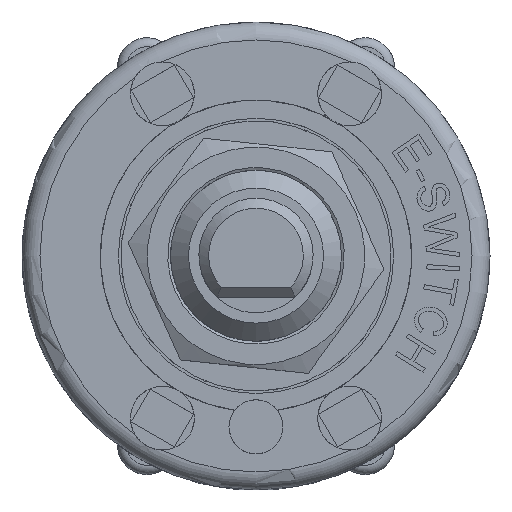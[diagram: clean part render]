
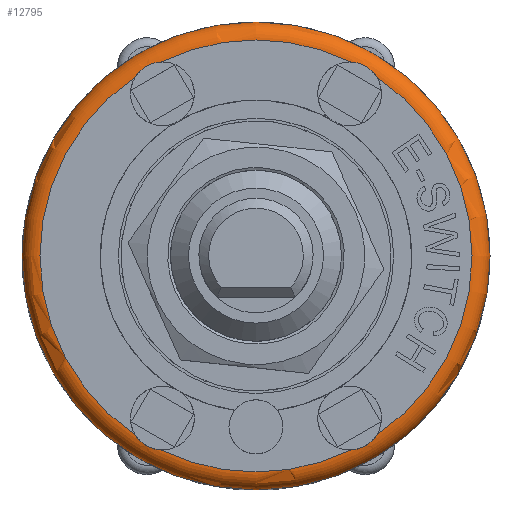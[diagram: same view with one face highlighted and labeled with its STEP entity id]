
A CAD part, top view. The second image highlights one B-rep face of the part: STEP entity #12795.
In plain terms, the highlighted toroidal (fillet/blend) face has major radius 12 mm and minor radius 1 mm.
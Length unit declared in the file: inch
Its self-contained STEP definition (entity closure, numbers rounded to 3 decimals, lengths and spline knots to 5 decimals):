
#26=TOROIDAL_SURFACE('',#13443,0.47244,0.03937);
#638=B_SPLINE_CURVE_WITH_KNOTS('',3,(#22146,#22147,#22148,#22149,#22150,
#22151,#22152,#22153,#22154,#22155,#22156,#22157),.UNSPECIFIED.,.F.,.F.,
(4,2,2,2,2,4),(-0.26924,-0.24463,-0.21597,
-0.19207,-0.16451,-0.13568),.UNSPECIFIED.);
#639=B_SPLINE_CURVE_WITH_KNOTS('',3,(#22169,#22170,#22171,#22172,#22173,
#22174,#22175,#22176,#22177,#22178,#22179,#22180),.UNSPECIFIED.,.F.,.F.,
(4,2,2,2,2,4),(-0.26924,-0.24463,-0.21597,
-0.19207,-0.16451,-0.13568),.UNSPECIFIED.);
#640=B_SPLINE_CURVE_WITH_KNOTS('',3,(#22197,#22198,#22199,#22200,#22201,
#22202,#22203,#22204,#22205,#22206,#22207,#22208),.UNSPECIFIED.,.F.,.F.,
(4,2,2,2,2,4),(-0.26924,-0.24463,-0.21597,
-0.19207,-0.16451,-0.13568),.UNSPECIFIED.);
#641=B_SPLINE_CURVE_WITH_KNOTS('',3,(#22230,#22231,#22232,#22233,#22234,
#22235,#22236,#22237,#22238,#22239,#22240,#22241),.UNSPECIFIED.,.F.,.F.,
(4,2,2,2,2,4),(-0.26924,-0.24463,-0.21597,
-0.19207,-0.16451,-0.13568),.UNSPECIFIED.);
#1763=FACE_OUTER_BOUND('',#2526,.T.);
#2526=EDGE_LOOP('',(#11790,#11791,#11792,#11793,#11794,#11795,#11796,#11797,
#11798,#11799,#11800,#11801));
#5340=CIRCLE('',#13396,0.51181);
#5367=CIRCLE('',#13444,0.03937);
#5368=CIRCLE('',#13445,0.47244);
#5369=CIRCLE('',#13446,0.47244);
#5370=CIRCLE('',#13447,0.47244);
#5371=CIRCLE('',#13448,0.47244);
#5372=CIRCLE('',#13449,0.47244);
#6541=VERTEX_POINT('',#22108);
#6549=VERTEX_POINT('',#22144);
#6550=VERTEX_POINT('',#22145);
#6553=VERTEX_POINT('',#22167);
#6554=VERTEX_POINT('',#22168);
#6559=VERTEX_POINT('',#22195);
#6560=VERTEX_POINT('',#22196);
#6567=VERTEX_POINT('',#22228);
#6568=VERTEX_POINT('',#22229);
#6571=VERTEX_POINT('',#22251);
#8326=EDGE_CURVE('',#6541,#6541,#5340,.T.);
#8344=EDGE_CURVE('',#6549,#6550,#638,.T.);
#8350=EDGE_CURVE('',#6553,#6554,#639,.T.);
#8358=EDGE_CURVE('',#6559,#6560,#640,.T.);
#8368=EDGE_CURVE('',#6567,#6568,#641,.T.);
#8374=EDGE_CURVE('',#6541,#6571,#5367,.T.);
#8375=EDGE_CURVE('',#6571,#6559,#5368,.T.);
#8376=EDGE_CURVE('',#6560,#6553,#5369,.T.);
#8377=EDGE_CURVE('',#6554,#6549,#5370,.T.);
#8378=EDGE_CURVE('',#6550,#6567,#5371,.T.);
#8379=EDGE_CURVE('',#6568,#6571,#5372,.T.);
#11790=ORIENTED_EDGE('',*,*,#8326,.T.);
#11791=ORIENTED_EDGE('',*,*,#8374,.T.);
#11792=ORIENTED_EDGE('',*,*,#8375,.T.);
#11793=ORIENTED_EDGE('',*,*,#8358,.T.);
#11794=ORIENTED_EDGE('',*,*,#8376,.T.);
#11795=ORIENTED_EDGE('',*,*,#8350,.T.);
#11796=ORIENTED_EDGE('',*,*,#8377,.T.);
#11797=ORIENTED_EDGE('',*,*,#8344,.T.);
#11798=ORIENTED_EDGE('',*,*,#8378,.T.);
#11799=ORIENTED_EDGE('',*,*,#8368,.T.);
#11800=ORIENTED_EDGE('',*,*,#8379,.T.);
#11801=ORIENTED_EDGE('',*,*,#8374,.F.);
#12795=ADVANCED_FACE('',(#1763),#26,.T.);
#13396=AXIS2_PLACEMENT_3D('',#22109,#15878,#15879);
#13443=AXIS2_PLACEMENT_3D('',#22250,#15989,#15990);
#13444=AXIS2_PLACEMENT_3D('',#22252,#15991,#15992);
#13445=AXIS2_PLACEMENT_3D('',#22253,#15993,#15994);
#13446=AXIS2_PLACEMENT_3D('',#22254,#15995,#15996);
#13447=AXIS2_PLACEMENT_3D('',#22255,#15997,#15998);
#13448=AXIS2_PLACEMENT_3D('',#22256,#15999,#16000);
#13449=AXIS2_PLACEMENT_3D('',#22257,#16001,#16002);
#15878=DIRECTION('center_axis',(0.,0.,1.));
#15879=DIRECTION('ref_axis',(-1.,0.,0.));
#15989=DIRECTION('center_axis',(0.,0.,-1.));
#15990=DIRECTION('ref_axis',(-1.,0.,0.));
#15991=DIRECTION('center_axis',(0.,-1.,0.));
#15992=DIRECTION('ref_axis',(1.,0.,0.));
#15993=DIRECTION('center_axis',(0.,0.,-1.));
#15994=DIRECTION('ref_axis',(-1.,0.,0.));
#15995=DIRECTION('center_axis',(0.,0.,-1.));
#15996=DIRECTION('ref_axis',(-1.,0.,0.));
#15997=DIRECTION('center_axis',(0.,0.,-1.));
#15998=DIRECTION('ref_axis',(-1.,0.,0.));
#15999=DIRECTION('center_axis',(0.,0.,-1.));
#16000=DIRECTION('ref_axis',(-1.,0.,0.));
#16001=DIRECTION('center_axis',(0.,0.,-1.));
#16002=DIRECTION('ref_axis',(-1.,0.,0.));
#22108=CARTESIAN_POINT('',(0.51181,0.,0.37402));
#22109=CARTESIAN_POINT('Origin',(0.,0.,0.37402));
#22144=CARTESIAN_POINT('',(-0.26379,0.39194,0.41339));
#22145=CARTESIAN_POINT('',(-0.20753,0.42442,0.41339));
#22146=CARTESIAN_POINT('Ctrl Pts',(-0.26379,0.39194,
0.41339));
#22147=CARTESIAN_POINT('Ctrl Pts',(-0.26165,0.39532,
0.41339));
#22148=CARTESIAN_POINT('Ctrl Pts',(-0.25918,0.39859,
0.41329));
#22149=CARTESIAN_POINT('Ctrl Pts',(-0.25306,0.40529,
0.41304));
#22150=CARTESIAN_POINT('Ctrl Pts',(-0.2494,0.40855,
0.4129));
#22151=CARTESIAN_POINT('Ctrl Pts',(-0.24211,0.41377,
0.41277));
#22152=CARTESIAN_POINT('Ctrl Pts',(-0.2386,0.41585,
0.41276));
#22153=CARTESIAN_POINT('Ctrl Pts',(-0.23069,0.41964,
0.41286));
#22154=CARTESIAN_POINT('Ctrl Pts',(-0.22626,0.42124,
0.41299));
#22155=CARTESIAN_POINT('Ctrl Pts',(-0.21694,0.42357,
0.41325));
#22156=CARTESIAN_POINT('Ctrl Pts',(-0.21219,0.42423,
0.41339));
#22157=CARTESIAN_POINT('Ctrl Pts',(-0.20753,0.42442,
0.41339));
#22167=CARTESIAN_POINT('',(-0.20753,-0.42442,0.41339));
#22168=CARTESIAN_POINT('',(-0.26379,-0.39194,0.41339));
#22169=CARTESIAN_POINT('Ctrl Pts',(-0.20753,-0.42442,
0.41339));
#22170=CARTESIAN_POINT('Ctrl Pts',(-0.21153,-0.42426,
0.41339));
#22171=CARTESIAN_POINT('Ctrl Pts',(-0.2156,-0.42375,
0.41329));
#22172=CARTESIAN_POINT('Ctrl Pts',(-0.22446,-0.42181,
0.41304));
#22173=CARTESIAN_POINT('Ctrl Pts',(-0.22911,-0.42026,
0.4129));
#22174=CARTESIAN_POINT('Ctrl Pts',(-0.23728,-0.41656,
0.41277));
#22175=CARTESIAN_POINT('Ctrl Pts',(-0.24084,-0.41456,
0.41276));
#22176=CARTESIAN_POINT('Ctrl Pts',(-0.24808,-0.4096,
0.41286));
#22177=CARTESIAN_POINT('Ctrl Pts',(-0.25168,-0.40656,
0.41299));
#22178=CARTESIAN_POINT('Ctrl Pts',(-0.25836,-0.39966,
0.41325));
#22179=CARTESIAN_POINT('Ctrl Pts',(-0.2613,-0.39588,
0.41339));
#22180=CARTESIAN_POINT('Ctrl Pts',(-0.26379,-0.39194,
0.41339));
#22195=CARTESIAN_POINT('',(0.26379,-0.39194,0.41339));
#22196=CARTESIAN_POINT('',(0.20753,-0.42442,0.41339));
#22197=CARTESIAN_POINT('Ctrl Pts',(0.26379,-0.39194,
0.41339));
#22198=CARTESIAN_POINT('Ctrl Pts',(0.26165,-0.39532,
0.41339));
#22199=CARTESIAN_POINT('Ctrl Pts',(0.25918,-0.39859,
0.41329));
#22200=CARTESIAN_POINT('Ctrl Pts',(0.25306,-0.40529,
0.41304));
#22201=CARTESIAN_POINT('Ctrl Pts',(0.2494,-0.40855,
0.4129));
#22202=CARTESIAN_POINT('Ctrl Pts',(0.24211,-0.41377,
0.41277));
#22203=CARTESIAN_POINT('Ctrl Pts',(0.2386,-0.41585,
0.41276));
#22204=CARTESIAN_POINT('Ctrl Pts',(0.23069,-0.41964,
0.41286));
#22205=CARTESIAN_POINT('Ctrl Pts',(0.22626,-0.42124,
0.41299));
#22206=CARTESIAN_POINT('Ctrl Pts',(0.21694,-0.42357,
0.41325));
#22207=CARTESIAN_POINT('Ctrl Pts',(0.21219,-0.42423,
0.41339));
#22208=CARTESIAN_POINT('Ctrl Pts',(0.20753,-0.42442,
0.41339));
#22228=CARTESIAN_POINT('',(0.20753,0.42442,0.41339));
#22229=CARTESIAN_POINT('',(0.26379,0.39194,0.41339));
#22230=CARTESIAN_POINT('Ctrl Pts',(0.20753,0.42442,0.41339));
#22231=CARTESIAN_POINT('Ctrl Pts',(0.21153,0.42426,
0.41339));
#22232=CARTESIAN_POINT('Ctrl Pts',(0.2156,0.42375,
0.41329));
#22233=CARTESIAN_POINT('Ctrl Pts',(0.22446,0.42181,0.41304));
#22234=CARTESIAN_POINT('Ctrl Pts',(0.22911,0.42026,
0.4129));
#22235=CARTESIAN_POINT('Ctrl Pts',(0.23728,0.41656,0.41277));
#22236=CARTESIAN_POINT('Ctrl Pts',(0.24084,0.41456,
0.41276));
#22237=CARTESIAN_POINT('Ctrl Pts',(0.24808,0.4096,
0.41286));
#22238=CARTESIAN_POINT('Ctrl Pts',(0.25168,0.40656,
0.41299));
#22239=CARTESIAN_POINT('Ctrl Pts',(0.25836,0.39966,
0.41325));
#22240=CARTESIAN_POINT('Ctrl Pts',(0.2613,0.39588,
0.41339));
#22241=CARTESIAN_POINT('Ctrl Pts',(0.26379,0.39194,
0.41339));
#22250=CARTESIAN_POINT('Origin',(0.,0.,0.37402));
#22251=CARTESIAN_POINT('',(0.47244,0.,0.41339));
#22252=CARTESIAN_POINT('Origin',(0.47244,0.,
0.37402));
#22253=CARTESIAN_POINT('Origin',(0.,0.,0.41339));
#22254=CARTESIAN_POINT('Origin',(0.,0.,0.41339));
#22255=CARTESIAN_POINT('Origin',(0.,0.,0.41339));
#22256=CARTESIAN_POINT('Origin',(0.,0.,0.41339));
#22257=CARTESIAN_POINT('Origin',(0.,0.,0.41339));
